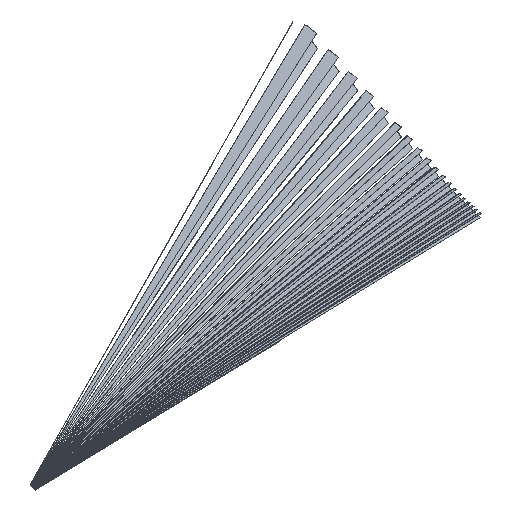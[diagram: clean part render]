
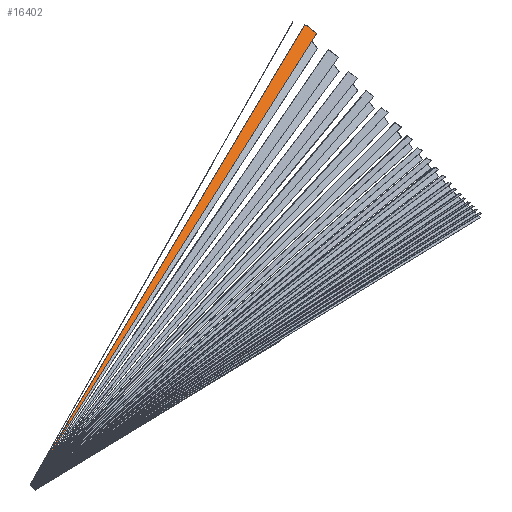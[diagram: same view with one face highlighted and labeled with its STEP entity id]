
A CAD part, isometric view. The second image highlights one B-rep face of the part: STEP entity #16402.
In plain terms, the highlighted planar face has unit normal (-0.14, -0.165, 0.976).
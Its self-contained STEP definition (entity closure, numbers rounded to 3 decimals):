
#16239 = PLANE('',#16240);
#16240 = AXIS2_PLACEMENT_3D('',#16241,#16242,#16243);
#16241 = CARTESIAN_POINT('',(750.,150.,150.));
#16242 = DIRECTION('',(-1.,0.,0.));
#16243 = DIRECTION('',(0.,0.,-1.));
#16293 = PLANE('',#16294);
#16294 = AXIS2_PLACEMENT_3D('',#16295,#16296,#16297);
#16295 = CARTESIAN_POINT('',(20.,4.,4.));
#16296 = DIRECTION('',(1.,0.,0.));
#16297 = DIRECTION('',(0.,0.,1.));
#16372 = PLANE('',#16373);
#16373 = AXIS2_PLACEMENT_3D('',#16374,#16375,#16376);
#16374 = CARTESIAN_POINT('',(385.,146.799,80.248));
#16375 = DIRECTION('',(0.373,-0.922,-0.102));
#16376 = DIRECTION('',(-0.927,-0.375,0.));
#16402 = ADVANCED_FACE('',(#16403),#16417,.F.);
#16403 = FACE_BOUND('',#16404,.F.);
#16404 = EDGE_LOOP('',(#16405,#16435,#16462,#16484));
#16405 = ORIENTED_EDGE('',*,*,#16406,.T.);
#16406 = EDGE_CURVE('',#16407,#16409,#16411,.T.);
#16407 = VERTEX_POINT('',#16408);
#16408 = CARTESIAN_POINT('',(750.,285.955,156.478));
#16409 = VERTEX_POINT('',#16410);
#16410 = CARTESIAN_POINT('',(750.,266.616,153.203));
#16411 = SURFACE_CURVE('',#16412,(#16416,#16428),.PCURVE_S1.);
#16412 = LINE('',#16413,#16414);
#16413 = CARTESIAN_POINT('',(750.,285.955,156.478));
#16414 = VECTOR('',#16415,1.);
#16415 = DIRECTION('',(0.,-0.986,-0.167));
#16416 = PCURVE('',#16417,#16422);
#16417 = PLANE('',#16418);
#16418 = AXIS2_PLACEMENT_3D('',#16419,#16420,#16421);
#16419 = CARTESIAN_POINT('',(389.341,143.439,
    80.457));
#16420 = DIRECTION('',(0.14,0.165,-0.976));
#16421 = DIRECTION('',(0.,-0.986,
    -0.167));
#16422 = DEFINITIONAL_REPRESENTATION('',(#16423),#16427);
#16423 = LINE('',#16424,#16425);
#16424 = CARTESIAN_POINT('',(-153.207,-364.269));
#16425 = VECTOR('',#16426,1.);
#16426 = DIRECTION('',(1.,0.));
#16427 = ( GEOMETRIC_REPRESENTATION_CONTEXT(2) 
PARAMETRIC_REPRESENTATION_CONTEXT() REPRESENTATION_CONTEXT('2D SPACE',''
  ) );
#16428 = PCURVE('',#16239,#16429);
#16429 = DEFINITIONAL_REPRESENTATION('',(#16430),#16434);
#16430 = LINE('',#16431,#16432);
#16431 = CARTESIAN_POINT('',(-6.478,-135.955));
#16432 = VECTOR('',#16433,1.);
#16433 = DIRECTION('',(0.167,0.986));
#16434 = ( GEOMETRIC_REPRESENTATION_CONTEXT(2) 
PARAMETRIC_REPRESENTATION_CONTEXT() REPRESENTATION_CONTEXT('2D SPACE',''
  ) );
#16435 = ORIENTED_EDGE('',*,*,#16436,.T.);
#16436 = EDGE_CURVE('',#16409,#16437,#16439,.T.);
#16437 = VERTEX_POINT('',#16438);
#16438 = CARTESIAN_POINT('',(20.,7.093,4.232));
#16439 = SURFACE_CURVE('',#16440,(#16444,#16451),.PCURVE_S1.);
#16440 = LINE('',#16441,#16442);
#16441 = CARTESIAN_POINT('',(750.,266.616,153.203));
#16442 = VECTOR('',#16443,1.);
#16443 = DIRECTION('',(-0.925,-0.329,-0.189)
  );
#16444 = PCURVE('',#16417,#16445);
#16445 = DEFINITIONAL_REPRESENTATION('',(#16446),#16450);
#16446 = LINE('',#16447,#16448);
#16447 = CARTESIAN_POINT('',(-133.593,-364.269));
#16448 = VECTOR('',#16449,1.);
#16449 = DIRECTION('',(0.356,0.935));
#16450 = ( GEOMETRIC_REPRESENTATION_CONTEXT(2) 
PARAMETRIC_REPRESENTATION_CONTEXT() REPRESENTATION_CONTEXT('2D SPACE',''
  ) );
#16451 = PCURVE('',#16452,#16457);
#16452 = PLANE('',#16453);
#16453 = AXIS2_PLACEMENT_3D('',#16454,#16455,#16456);
#16454 = CARTESIAN_POINT('',(385.,136.872,78.567));
#16455 = DIRECTION('',(-0.352,0.93,0.107));
#16456 = DIRECTION('',(0.935,0.354,0.));
#16457 = DEFINITIONAL_REPRESENTATION('',(#16458),#16461);
#16458 = B_SPLINE_CURVE_WITH_KNOTS('',1,(#16459,#16460),.UNSPECIFIED.,
  .F.,.F.,(2,2),(0.,788.952),.PIECEWISE_BEZIER_KNOTS.);
#16459 = CARTESIAN_POINT('',(387.291,-75.065));
#16460 = CARTESIAN_POINT('',(-387.303,74.762));
#16461 = ( GEOMETRIC_REPRESENTATION_CONTEXT(2) 
PARAMETRIC_REPRESENTATION_CONTEXT() REPRESENTATION_CONTEXT('2D SPACE',''
  ) );
#16462 = ORIENTED_EDGE('',*,*,#16463,.F.);
#16463 = EDGE_CURVE('',#16464,#16437,#16466,.T.);
#16464 = VERTEX_POINT('',#16465);
#16465 = CARTESIAN_POINT('',(20.,7.609,4.32));
#16466 = SURFACE_CURVE('',#16467,(#16471,#16477),.PCURVE_S1.);
#16467 = LINE('',#16468,#16469);
#16468 = CARTESIAN_POINT('',(20.,7.609,4.32));
#16469 = VECTOR('',#16470,1.);
#16470 = DIRECTION('',(0.,-0.986,-0.167));
#16471 = PCURVE('',#16417,#16472);
#16472 = DEFINITIONAL_REPRESENTATION('',(#16473),#16476);
#16473 = B_SPLINE_CURVE_WITH_KNOTS('',1,(#16474,#16475),.UNSPECIFIED.,
  .F.,.F.,(2,2),(0.,0.524),.PIECEWISE_BEZIER_KNOTS.);
#16474 = CARTESIAN_POINT('',(146.635,373.039));
#16475 = CARTESIAN_POINT('',(147.158,373.039));
#16476 = ( GEOMETRIC_REPRESENTATION_CONTEXT(2) 
PARAMETRIC_REPRESENTATION_CONTEXT() REPRESENTATION_CONTEXT('2D SPACE',''
  ) );
#16477 = PCURVE('',#16293,#16478);
#16478 = DEFINITIONAL_REPRESENTATION('',(#16479),#16483);
#16479 = LINE('',#16480,#16481);
#16480 = CARTESIAN_POINT('',(0.32,-3.609));
#16481 = VECTOR('',#16482,1.);
#16482 = DIRECTION('',(-0.167,0.986));
#16483 = ( GEOMETRIC_REPRESENTATION_CONTEXT(2) 
PARAMETRIC_REPRESENTATION_CONTEXT() REPRESENTATION_CONTEXT('2D SPACE',''
  ) );
#16484 = ORIENTED_EDGE('',*,*,#16485,.T.);
#16485 = EDGE_CURVE('',#16464,#16407,#16486,.T.);
#16486 = SURFACE_CURVE('',#16487,(#16491,#16498),.PCURVE_S1.);
#16487 = LINE('',#16488,#16489);
#16488 = CARTESIAN_POINT('',(20.,7.609,4.32));
#16489 = VECTOR('',#16490,1.);
#16490 = DIRECTION('',(0.917,0.35,0.191));
#16491 = PCURVE('',#16417,#16492);
#16492 = DEFINITIONAL_REPRESENTATION('',(#16493),#16497);
#16493 = LINE('',#16494,#16495);
#16494 = CARTESIAN_POINT('',(146.635,373.039));
#16495 = VECTOR('',#16496,1.);
#16496 = DIRECTION('',(-0.377,-0.926));
#16497 = ( GEOMETRIC_REPRESENTATION_CONTEXT(2) 
PARAMETRIC_REPRESENTATION_CONTEXT() REPRESENTATION_CONTEXT('2D SPACE',''
  ) );
#16498 = PCURVE('',#16372,#16499);
#16499 = DEFINITIONAL_REPRESENTATION('',(#16500),#16503);
#16500 = B_SPLINE_CURVE_WITH_KNOTS('',1,(#16501,#16502),.UNSPECIFIED.,
  .F.,.F.,(2,2),(0.,795.945),.PIECEWISE_BEZIER_KNOTS.);
#16501 = CARTESIAN_POINT('',(390.561,76.33));
#16502 = CARTESIAN_POINT('',(-390.548,-76.633));
#16503 = ( GEOMETRIC_REPRESENTATION_CONTEXT(2) 
PARAMETRIC_REPRESENTATION_CONTEXT() REPRESENTATION_CONTEXT('2D SPACE',''
  ) );
